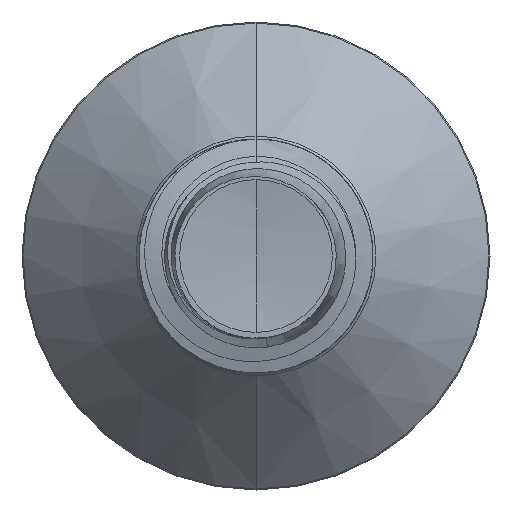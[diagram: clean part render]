
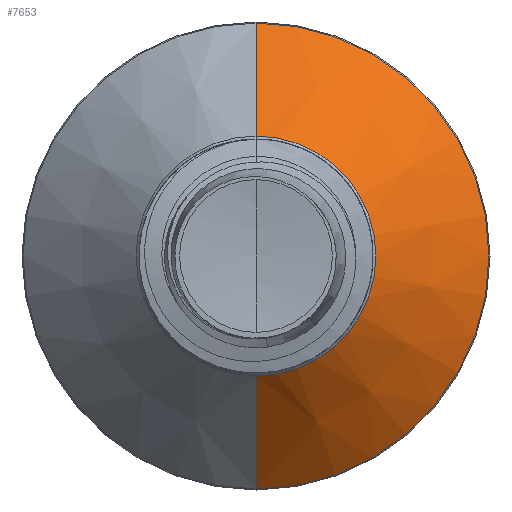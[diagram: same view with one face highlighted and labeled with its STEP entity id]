
A CAD part, front view. The second image highlights one B-rep face of the part: STEP entity #7653.
In plain terms, the highlighted conical face has half-angle 45 degrees and reference radius 2.563 mm.
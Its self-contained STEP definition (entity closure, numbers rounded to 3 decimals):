
#1591 = CARTESIAN_POINT ( 'NONE',  ( 0., 31.728, 0. ) ) ;
#4990 = ORIENTED_EDGE ( 'NONE', *, *, #11906, .T. ) ;
#5126 = VECTOR ( 'NONE', #12248, 1000. ) ;
#6462 = DIRECTION ( 'NONE',  ( 0., 0., 1. ) ) ;
#6537 = ORIENTED_EDGE ( 'NONE', *, *, #56123, .F. ) ;
#6745 = EDGE_LOOP ( 'NONE', ( #40107, #4990, #6537, #11088 ) ) ;
#7653 = ADVANCED_FACE ( 'NONE', ( #44159 ), #17301, .T. ) ;
#8677 = CIRCLE ( 'NONE', #16257, 2.563 ) ;
#9844 = CARTESIAN_POINT ( 'NONE',  ( 0., 29.313, 0. ) ) ;
#10548 = VECTOR ( 'NONE', #31333, 1000. ) ;
#11088 = ORIENTED_EDGE ( 'NONE', *, *, #28596, .F. ) ;
#11906 = EDGE_CURVE ( 'NONE', #45877, #33125, #23199, .T. ) ;
#12248 = DIRECTION ( 'NONE',  ( 0., 0.707, 0.707 ) ) ;
#13361 = CARTESIAN_POINT ( 'NONE',  ( 0., 29.313, 2.563 ) ) ;
#13867 = AXIS2_PLACEMENT_3D ( 'NONE', #1591, #35038, #6462 ) ;
#14387 = DIRECTION ( 'NONE',  ( 0., 1., 0. ) ) ;
#14643 = DIRECTION ( 'NONE',  ( 0., 0., 1. ) ) ;
#16257 = AXIS2_PLACEMENT_3D ( 'NONE', #9844, #43191, #14643 ) ;
#17301 = CONICAL_SURFACE ( 'NONE', #42554, 2.563, 0.785 ) ;
#19170 = DIRECTION ( 'NONE',  ( 0., 0., 1. ) ) ;
#23199 = LINE ( 'NONE', #60140, #10548 ) ;
#23964 = CARTESIAN_POINT ( 'NONE',  ( 0., 29.313, 0. ) ) ;
#25821 = CIRCLE ( 'NONE', #13867, 4.978 ) ;
#28596 = EDGE_CURVE ( 'NONE', #34383, #51915, #43265, .T. ) ;
#31333 = DIRECTION ( 'NONE',  ( 0., 0.707, -0.707 ) ) ;
#33125 = VERTEX_POINT ( 'NONE', #58681 ) ;
#34383 = VERTEX_POINT ( 'NONE', #13361 ) ;
#34405 = CARTESIAN_POINT ( 'NONE',  ( 0., 31.728, 4.978 ) ) ;
#35038 = DIRECTION ( 'NONE',  ( 0., 1., 0. ) ) ;
#35952 = CARTESIAN_POINT ( 'NONE',  ( 0., 29.313, 2.563 ) ) ;
#40107 = ORIENTED_EDGE ( 'NONE', *, *, #51376, .T. ) ;
#42554 = AXIS2_PLACEMENT_3D ( 'NONE', #23964, #14387, #19170 ) ;
#43191 = DIRECTION ( 'NONE',  ( 0., 1., 0. ) ) ;
#43265 = LINE ( 'NONE', #35952, #5126 ) ;
#44159 = FACE_OUTER_BOUND ( 'NONE', #6745, .T. ) ;
#45877 = VERTEX_POINT ( 'NONE', #45950 ) ;
#45950 = CARTESIAN_POINT ( 'NONE',  ( 0., 29.313, -2.563 ) ) ;
#51376 = EDGE_CURVE ( 'NONE', #34383, #45877, #8677, .T. ) ;
#51915 = VERTEX_POINT ( 'NONE', #34405 ) ;
#56123 = EDGE_CURVE ( 'NONE', #51915, #33125, #25821, .T. ) ;
#58681 = CARTESIAN_POINT ( 'NONE',  ( 0., 31.728, -4.978 ) ) ;
#60140 = CARTESIAN_POINT ( 'NONE',  ( 0., 29.313, -2.563 ) ) ;
